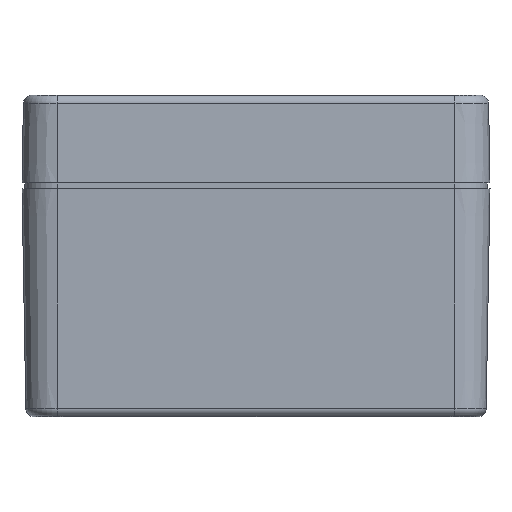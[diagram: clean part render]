
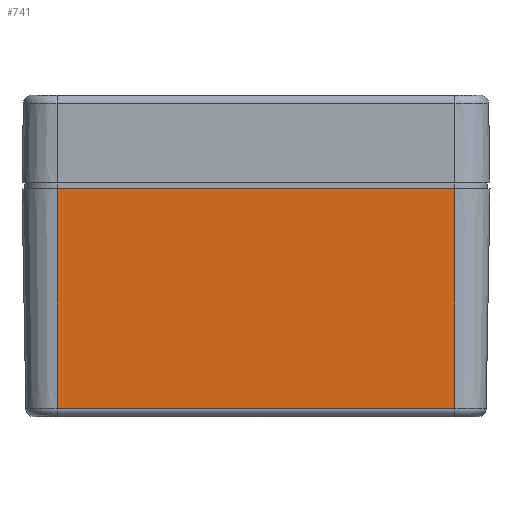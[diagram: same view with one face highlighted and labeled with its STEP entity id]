
A CAD part, front view. The second image highlights one B-rep face of the part: STEP entity #741.
In plain terms, the highlighted planar face has unit normal (0, -1, -0.018).
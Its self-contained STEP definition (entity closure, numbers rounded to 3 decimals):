
#719 = ORIENTED_EDGE ( 'NONE', *, *, #13149, .T. ) ;
#720 = ORIENTED_EDGE ( 'NONE', *, *, #13108, .T. ) ;
#721 = ORIENTED_EDGE ( 'NONE', *, *, #722, .F. ) ;
#722 = EDGE_CURVE ( 'NONE', #13099, #13106, #2099, .T. ) ;
#723 = ORIENTED_EDGE ( 'NONE', *, *, #13098, .T. ) ;
#741 = ADVANCED_FACE ( 'NONE', ( #2133 ), #2132, .T. ) ;
#742 = EDGE_LOOP ( 'NONE', ( #719, #720, #721, #723 ) ) ;
#2096 = DIRECTION ( 'NONE',  ( -1., 0., 0. ) ) ;
#2097 = VECTOR ( 'NONE', #2096, 1000. ) ;
#2098 = CARTESIAN_POINT ( 'NONE',  ( 612.603, -370.162, -1.226 ) ) ;
#2099 = LINE ( 'NONE', #2098, #2097 ) ;
#2128 = DIRECTION ( 'NONE',  ( 0., 0.017, -1. ) ) ;
#2129 = DIRECTION ( 'NONE',  ( 0., -1., -0.017 ) ) ;
#2130 = CARTESIAN_POINT ( 'NONE',  ( 612.603, -370.817, 36.3 ) ) ;
#2131 = AXIS2_PLACEMENT_3D ( 'NONE', #2130, #2129, #2128 ) ;
#2132 = PLANE ( 'NONE',  #2131 ) ;
#2133 = FACE_OUTER_BOUND ( 'NONE', #742, .T. ) ;
#6475 = CARTESIAN_POINT ( 'NONE',  ( 578.603, -370.817, 36.3 ) ) ;
#6476 = CARTESIAN_POINT ( 'NONE',  ( 646.603, -370.162, -1.226 ) ) ;
#6477 = DIRECTION ( 'NONE',  ( 0., -0.017, 1. ) ) ;
#6478 = VECTOR ( 'NONE', #6477, 1000. ) ;
#6479 = CARTESIAN_POINT ( 'NONE',  ( 646.603, -370.817, 36.3 ) ) ;
#6480 = LINE ( 'NONE', #6479, #6478 ) ;
#6482 = CARTESIAN_POINT ( 'NONE',  ( 646.603, -370.817, 36.3 ) ) ;
#6519 = DIRECTION ( 'NONE',  ( 0., 0.017, -1. ) ) ;
#6520 = VECTOR ( 'NONE', #6519, 1000. ) ;
#6521 = CARTESIAN_POINT ( 'NONE',  ( 578.603, -370.817, 36.3 ) ) ;
#6522 = LINE ( 'NONE', #6521, #6520 ) ;
#6523 = CARTESIAN_POINT ( 'NONE',  ( 578.603, -370.162, -1.226 ) ) ;
#6561 = DIRECTION ( 'NONE',  ( -1., 0., 0. ) ) ;
#6562 = VECTOR ( 'NONE', #6561, 1000. ) ;
#6563 = CARTESIAN_POINT ( 'NONE',  ( 612.603, -370.817, 36.3 ) ) ;
#6564 = LINE ( 'NONE', #6563, #6562 ) ;
#13095 = VERTEX_POINT ( 'NONE', #6482 ) ;
#13098 = EDGE_CURVE ( 'NONE', #13099, #13095, #6480, .T. ) ;
#13099 = VERTEX_POINT ( 'NONE', #6476 ) ;
#13100 = VERTEX_POINT ( 'NONE', #6475 ) ;
#13106 = VERTEX_POINT ( 'NONE', #6523 ) ;
#13108 = EDGE_CURVE ( 'NONE', #13100, #13106, #6522, .T. ) ;
#13149 = EDGE_CURVE ( 'NONE', #13095, #13100, #6564, .T. ) ;
